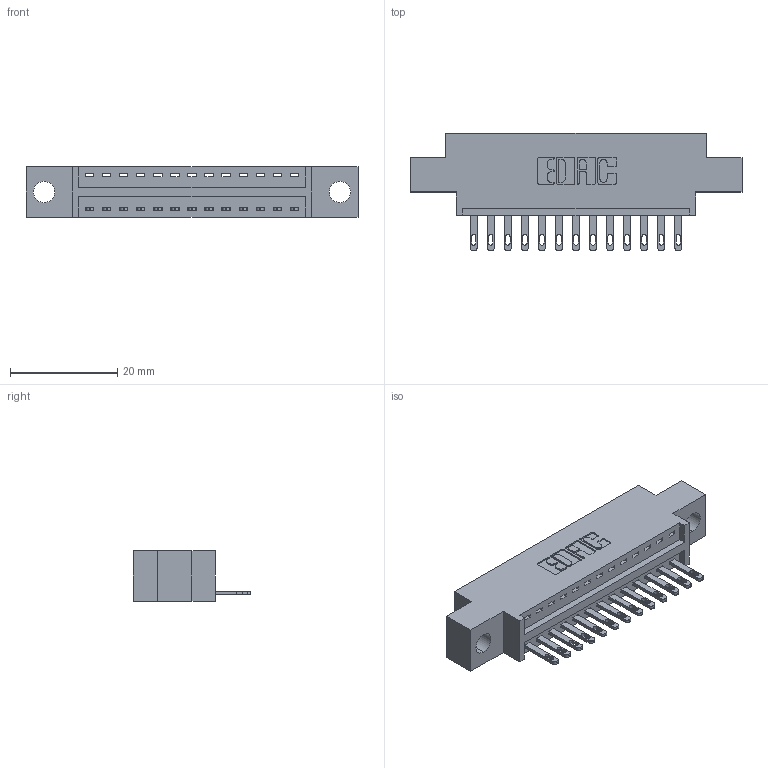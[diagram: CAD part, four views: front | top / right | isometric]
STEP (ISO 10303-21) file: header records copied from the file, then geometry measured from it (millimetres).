
FILE_DESCRIPTION (( 'STEP AP203' ), '1' );
FILE_NAME ('346-013-500-604.STEP', '2022-05-05T03:49:27', ( '' ), ( '' ), 'SwSTEP 2.0', 'SolidWorks 2020', '' );
FILE_SCHEMA (( 'CONFIG_CONTROL_DESIGN' ));
Length unit declared in the file: inch
Products named in the file (3): 345-292-001_345-293-100; 346 Part_0.170 Offset - 0.156 Dia-TH; 346-013-500-604
Assembly tree (14 placements, depth 2):
  346-013-500-604
    346 Part_0.170 Offset - 0.156 Dia-TH
    345-292-001_345-293-100  x13
Bounding box: 61.85 x 21.84 x 9.4 mm (x, y, z)
Volume: 5468 mm3; surface area: 6549.2 mm2
Topology: 14 solids, 14 shells, 842 faces, 2561 edges, 1706 vertices
Faces by surface type: plane 536, cylinder 306
Entity records: 12453 total; most frequent: CARTESIAN_POINT 2153, ORIENTED_EDGE 2098, DIRECTION 1935, EDGE_CURVE 1049, VECTOR 861, LINE 861, VERTEX_POINT 698, AXIS2_PLACEMENT_3D 537
